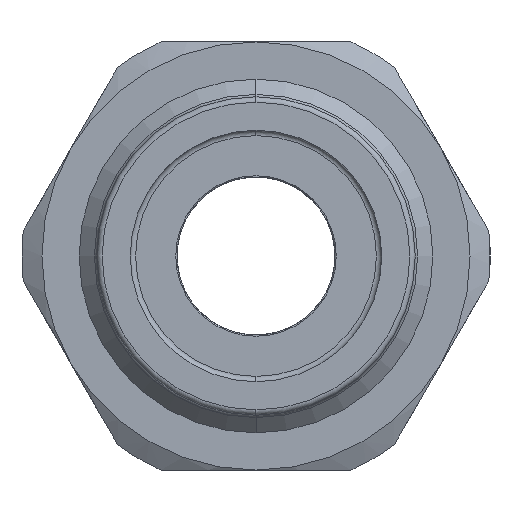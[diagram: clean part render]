
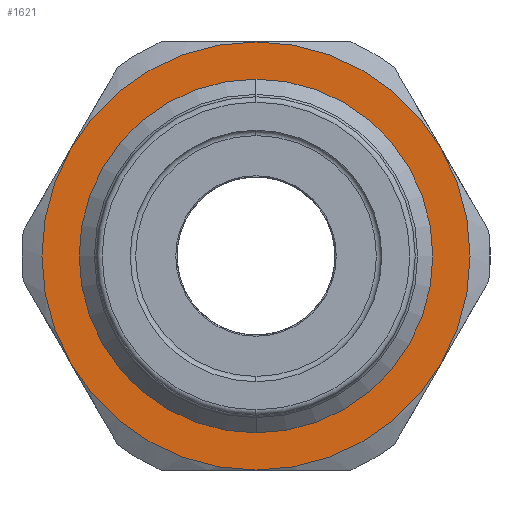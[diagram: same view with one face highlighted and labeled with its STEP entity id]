
A CAD part, left-side view. The second image highlights one B-rep face of the part: STEP entity #1621.
In plain terms, the highlighted planar face has unit normal (-1, 0, 0).
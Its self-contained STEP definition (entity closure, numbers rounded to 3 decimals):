
#12 = AXIS2_PLACEMENT_3D ( 'NONE', #2166, #2165, #2164 ) ;
#380 = ORIENTED_EDGE ( 'NONE', *, *, #631, .F. ) ;
#381 = ORIENTED_EDGE ( 'NONE', *, *, #4328, .F. ) ;
#410 = AXIS2_PLACEMENT_3D ( 'NONE', #2171, #2172, #2173 ) ;
#439 = AXIS2_PLACEMENT_3D ( 'NONE', #2183, #2181, #2182 ) ;
#616 = EDGE_CURVE ( 'NONE', #1838, #2055, #5493, .T. ) ;
#620 = EDGE_CURVE ( 'NONE', #2045, #1845, #5498, .T. ) ;
#621 = EDGE_CURVE ( 'NONE', #1822, #1838, #5499, .T. ) ;
#626 = EDGE_CURVE ( 'NONE', #1964, #1814, #5502, .T. ) ;
#630 = EDGE_CURVE ( 'NONE', #1814, #1822, #5506, .T. ) ;
#631 = EDGE_CURVE ( 'NONE', #1915, #1964, #5507, .T. ) ;
#838 = FACE_BOUND ( 'NONE', #2641, .T. ) ;
#839 = FACE_OUTER_BOUND ( 'NONE', #5125, .T. ) ;
#1621 = ADVANCED_FACE ( 'NONE', ( #838, #839 ), #2911, .T. ) ;
#1814 = VERTEX_POINT ( 'NONE', #3928 ) ;
#1822 = VERTEX_POINT ( 'NONE', #3936 ) ;
#1838 = VERTEX_POINT ( 'NONE', #3947 ) ;
#1839 = CARTESIAN_POINT ( 'NONE',  ( 22., 0., 0. ) ) ;
#1845 = VERTEX_POINT ( 'NONE', #3953 ) ;
#1915 = VERTEX_POINT ( 'NONE', #4023 ) ;
#1964 = VERTEX_POINT ( 'NONE', #4072 ) ;
#2045 = VERTEX_POINT ( 'NONE', #4150 ) ;
#2055 = VERTEX_POINT ( 'NONE', #4160 ) ;
#2089 = AXIS2_PLACEMENT_3D ( 'NONE', #2190, #2186, #2185 ) ;
#2119 = DIRECTION ( 'NONE',  ( 0., 0., -1. ) ) ;
#2120 = DIRECTION ( 'NONE',  ( 1., 0., 0. ) ) ;
#2164 = DIRECTION ( 'NONE',  ( 0., 0., -1. ) ) ;
#2165 = DIRECTION ( 'NONE',  ( 1., 0., 0. ) ) ;
#2166 = CARTESIAN_POINT ( 'NONE',  ( 22., 0., 0. ) ) ;
#2171 = CARTESIAN_POINT ( 'NONE',  ( 22., 0., 0. ) ) ;
#2172 = DIRECTION ( 'NONE',  ( 1., 0., 0. ) ) ;
#2173 = DIRECTION ( 'NONE',  ( 0., 0., -1. ) ) ;
#2181 = DIRECTION ( 'NONE',  ( 1., 0., 0. ) ) ;
#2182 = DIRECTION ( 'NONE',  ( 0., 0., -1. ) ) ;
#2183 = CARTESIAN_POINT ( 'NONE',  ( 22., 0., 0. ) ) ;
#2184 = DIRECTION ( 'NONE',  ( 1., 0., 0. ) ) ;
#2185 = DIRECTION ( 'NONE',  ( 0., 0., -1. ) ) ;
#2186 = DIRECTION ( 'NONE',  ( 1., 0., 0. ) ) ;
#2187 = DIRECTION ( 'NONE',  ( 0., 0., -1. ) ) ;
#2188 = CARTESIAN_POINT ( 'NONE',  ( 22., 0., 0. ) ) ;
#2190 = CARTESIAN_POINT ( 'NONE',  ( 22., 0., 0. ) ) ;
#2641 = EDGE_LOOP ( 'NONE', ( #2669, #2684 ) ) ;
#2663 = ORIENTED_EDGE ( 'NONE', *, *, #630, .F. ) ;
#2666 = ORIENTED_EDGE ( 'NONE', *, *, #626, .F. ) ;
#2669 = ORIENTED_EDGE ( 'NONE', *, *, #620, .T. ) ;
#2684 = ORIENTED_EDGE ( 'NONE', *, *, #5752, .T. ) ;
#2691 = ORIENTED_EDGE ( 'NONE', *, *, #616, .F. ) ;
#2692 = ORIENTED_EDGE ( 'NONE', *, *, #621, .F. ) ;
#2907 = DIRECTION ( 'NONE',  ( 0., 0., 1. ) ) ;
#2909 = DIRECTION ( 'NONE',  ( -1., 0., 0. ) ) ;
#2910 = CARTESIAN_POINT ( 'NONE',  ( 22., 12.9, 0. ) ) ;
#2911 = PLANE ( 'NONE',  #5696 ) ;
#2983 = CIRCLE ( 'NONE', #3772, 12.9 ) ;
#3124 = CIRCLE ( 'NONE', #3736, 16. ) ;
#3354 = CARTESIAN_POINT ( 'NONE',  ( 22., 0., 0. ) ) ;
#3355 = DIRECTION ( 'NONE',  ( 1., 0., 0. ) ) ;
#3356 = DIRECTION ( 'NONE',  ( 0., 0., -1. ) ) ;
#3570 = CARTESIAN_POINT ( 'NONE',  ( 22., 0., 0. ) ) ;
#3571 = DIRECTION ( 'NONE',  ( 1., 0., 0. ) ) ;
#3572 = DIRECTION ( 'NONE',  ( 0., 0., -1. ) ) ;
#3681 = AXIS2_PLACEMENT_3D ( 'NONE', #2188, #2184, #2187 ) ;
#3736 = AXIS2_PLACEMENT_3D ( 'NONE', #3354, #3355, #3356 ) ;
#3772 = AXIS2_PLACEMENT_3D ( 'NONE', #3570, #3571, #3572 ) ;
#3928 = CARTESIAN_POINT ( 'NONE',  ( 22., -13.856, 8. ) ) ;
#3936 = CARTESIAN_POINT ( 'NONE',  ( 22., -13.856, -8. ) ) ;
#3947 = CARTESIAN_POINT ( 'NONE',  ( 22., 0., -16. ) ) ;
#3953 = CARTESIAN_POINT ( 'NONE',  ( 22., 0., 12.9 ) ) ;
#4023 = CARTESIAN_POINT ( 'NONE',  ( 22., 13.856, 8. ) ) ;
#4072 = CARTESIAN_POINT ( 'NONE',  ( 22., 0., 16. ) ) ;
#4150 = CARTESIAN_POINT ( 'NONE',  ( 22., 0., -12.9 ) ) ;
#4160 = CARTESIAN_POINT ( 'NONE',  ( 22., 13.856, -8. ) ) ;
#4328 = EDGE_CURVE ( 'NONE', #2055, #1915, #3124, .T. ) ;
#5106 = AXIS2_PLACEMENT_3D ( 'NONE', #1839, #2120, #2119 ) ;
#5125 = EDGE_LOOP ( 'NONE', ( #2691, #2692, #2663, #2666, #380, #381 ) ) ;
#5493 = CIRCLE ( 'NONE', #5106, 16. ) ;
#5498 = CIRCLE ( 'NONE', #2089, 12.9 ) ;
#5499 = CIRCLE ( 'NONE', #439, 16. ) ;
#5502 = CIRCLE ( 'NONE', #3681, 16. ) ;
#5506 = CIRCLE ( 'NONE', #410, 16. ) ;
#5507 = CIRCLE ( 'NONE', #12, 16. ) ;
#5696 = AXIS2_PLACEMENT_3D ( 'NONE', #2910, #2909, #2907 ) ;
#5752 = EDGE_CURVE ( 'NONE', #1845, #2045, #2983, .T. ) ;
